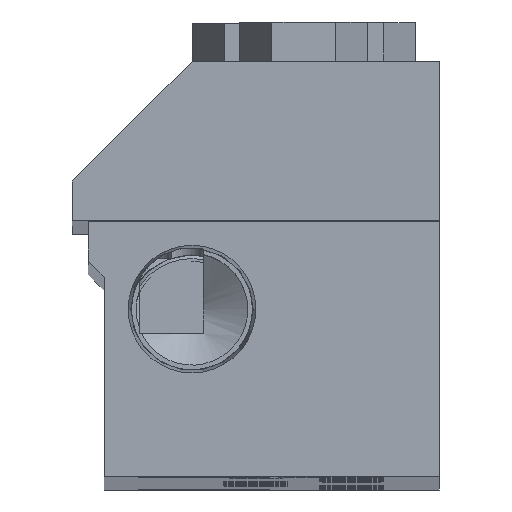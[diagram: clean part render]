
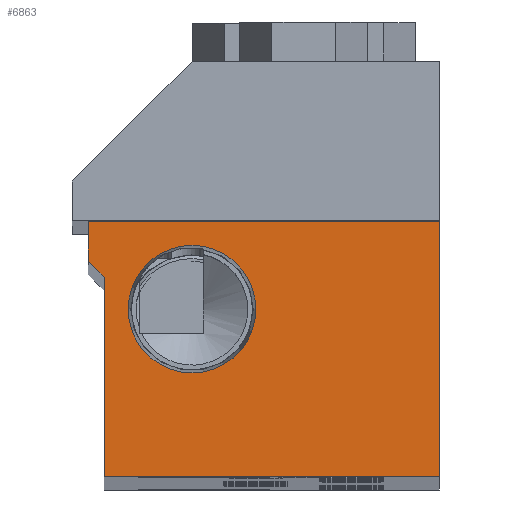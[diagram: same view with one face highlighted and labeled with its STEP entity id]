
A CAD part, top view. The second image highlights one B-rep face of the part: STEP entity #6863.
In plain terms, the highlighted planar face has unit normal (0, 0, 1).
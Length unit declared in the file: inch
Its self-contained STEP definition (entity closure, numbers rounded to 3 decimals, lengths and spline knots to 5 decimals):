
#5064=CARTESIAN_POINT('',(-0.31246,0.66735,30.));
#5065=VERTEX_POINT('',#5064);
#5066=CARTESIAN_POINT('',(1.06254,0.66735,30.));
#5067=VERTEX_POINT('',#5066);
#5068=CARTESIAN_POINT('',(-0.31246,0.66735,30.));
#5069=DIRECTION('',(1.0,0.0,0.0));
#5070=VECTOR('',#5069,1.375);
#5071=LINE('',#5068,#5070);
#5072=EDGE_CURVE('',#5065,#5067,#5071,.T.);
#6016=CARTESIAN_POINT('',(0.34379,0.3236,30.));
#6017=VERTEX_POINT('',#6016);
#6018=CARTESIAN_POINT('',(0.09379,0.3236,30.));
#6019=DIRECTION('',(0.0,0.0,-1.0));
#6020=DIRECTION('',(1.0,0.0,0.0));
#6021=AXIS2_PLACEMENT_3D('',#6018,#6019,#6020);
#6022=CIRCLE('',#6021,0.25);
#6023=EDGE_CURVE('',#6017,#6017,#6022,.T.);
#6613=CARTESIAN_POINT('',(1.06254,-0.33265,30.));
#6614=VERTEX_POINT('',#6613);
#6615=CARTESIAN_POINT('',(1.06254,0.66735,30.));
#6616=DIRECTION('',(0.0,-1.0,0.0));
#6617=VECTOR('',#6616,1.0);
#6618=LINE('',#6615,#6617);
#6619=EDGE_CURVE('',#5067,#6614,#6618,.T.);
#6644=CARTESIAN_POINT('',(-0.24996,-0.33265,30.));
#6645=VERTEX_POINT('',#6644);
#6646=CARTESIAN_POINT('',(1.06254,-0.33265,30.));
#6647=DIRECTION('',(-1.0,0.0,0.0));
#6648=VECTOR('',#6647,1.3125);
#6649=LINE('',#6646,#6648);
#6650=EDGE_CURVE('',#6614,#6645,#6649,.T.);
#6768=CARTESIAN_POINT('',(-0.24996,0.4486,30.));
#6769=VERTEX_POINT('',#6768);
#6770=CARTESIAN_POINT('',(-0.24996,-0.33265,30.));
#6771=DIRECTION('',(0.0,1.0,0.0));
#6772=VECTOR('',#6771,0.78125);
#6773=LINE('',#6770,#6772);
#6774=EDGE_CURVE('',#6645,#6769,#6773,.T.);
#6799=CARTESIAN_POINT('',(-0.31246,0.5111,30.));
#6800=VERTEX_POINT('',#6799);
#6801=CARTESIAN_POINT('',(-0.24996,0.4486,30.));
#6802=DIRECTION('',(-0.707,0.707,0.0));
#6803=VECTOR('',#6802,0.08839);
#6804=LINE('',#6801,#6803);
#6805=EDGE_CURVE('',#6769,#6800,#6804,.T.);
#6830=CARTESIAN_POINT('',(-0.31246,0.5111,30.));
#6831=DIRECTION('',(0.0,1.0,0.0));
#6832=VECTOR('',#6831,0.15625);
#6833=LINE('',#6830,#6832);
#6834=EDGE_CURVE('',#6800,#5065,#6833,.T.);
#6847=CARTESIAN_POINT('',(0.39092,0.1757,30.));
#6848=DIRECTION('',(0.0,0.0,1.0));
#6849=DIRECTION('',(1.0,0.0,0.0));
#6850=AXIS2_PLACEMENT_3D('',#6847,#6848,#6849);
#6851=PLANE('',#6850);
#6852=ORIENTED_EDGE('',*,*,#6619,.F.);
#6853=ORIENTED_EDGE('',*,*,#5072,.F.);
#6854=ORIENTED_EDGE('',*,*,#6834,.F.);
#6855=ORIENTED_EDGE('',*,*,#6805,.F.);
#6856=ORIENTED_EDGE('',*,*,#6774,.F.);
#6857=ORIENTED_EDGE('',*,*,#6650,.F.);
#6858=EDGE_LOOP('',(#6852,#6853,#6854,#6855,#6856,#6857));
#6859=FACE_OUTER_BOUND('',#6858,.T.);
#6860=ORIENTED_EDGE('',*,*,#6023,.T.);
#6861=EDGE_LOOP('',(#6860));
#6862=FACE_BOUND('',#6861,.T.);
#6863=ADVANCED_FACE('',(#6859,#6862),#6851,.T.);
